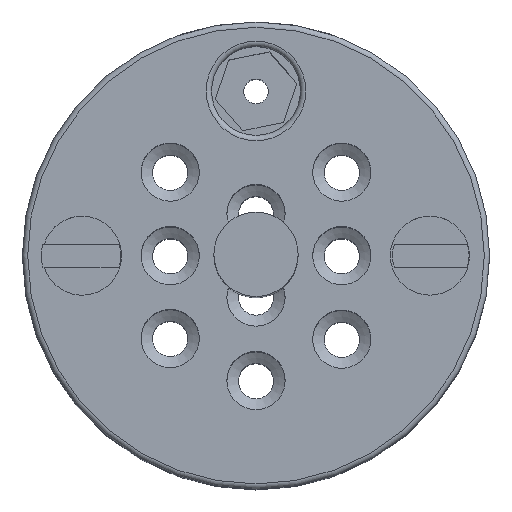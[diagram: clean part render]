
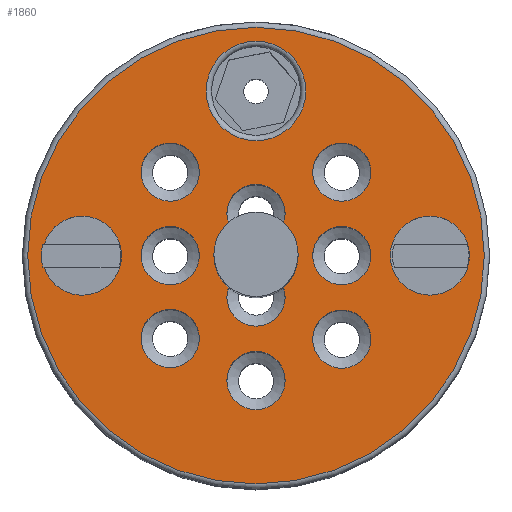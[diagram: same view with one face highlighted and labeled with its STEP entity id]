
A CAD part, top view. The second image highlights one B-rep face of the part: STEP entity #1860.
In plain terms, the highlighted planar face has unit normal (0, 0, 1).
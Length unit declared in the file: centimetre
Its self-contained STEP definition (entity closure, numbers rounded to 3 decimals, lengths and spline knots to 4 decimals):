
#146=PLANE('',#3084);
#221=VECTOR('',#2218,1.);
#226=VECTOR('',#2224,1.);
#335=LINE('',#2712,#221);
#340=LINE('',#2722,#226);
#402=VERTEX_POINT('',#2453);
#404=VERTEX_POINT('',#2456);
#407=VERTEX_POINT('',#2462);
#408=VERTEX_POINT('',#2464);
#462=VERTEX_POINT('',#2612);
#465=VERTEX_POINT('',#2620);
#468=VERTEX_POINT('',#2628);
#471=VERTEX_POINT('',#2636);
#474=VERTEX_POINT('',#2644);
#477=VERTEX_POINT('',#2652);
#480=VERTEX_POINT('',#2660);
#494=VERTEX_POINT('',#2704);
#495=VERTEX_POINT('',#2705);
#498=VERTEX_POINT('',#2713);
#502=VERTEX_POINT('',#2723);
#506=VERTEX_POINT('',#2737);
#507=VERTEX_POINT('',#2740);
#508=VERTEX_POINT('',#2742);
#575=CIRCLE('',#2963,0.1397);
#577=CIRCLE('',#2965,0.1397);
#580=CIRCLE('',#2971,0.0965);
#611=CIRCLE('',#3024,0.0965);
#614=CIRCLE('',#3029,0.0965);
#617=CIRCLE('',#3034,0.0965);
#620=CIRCLE('',#3039,0.0965);
#623=CIRCLE('',#3044,0.0965);
#626=CIRCLE('',#3049,0.0965);
#629=CIRCLE('',#3054,0.0965);
#634=CIRCLE('',#3063,0.0965);
#640=CIRCLE('',#3076,0.132);
#644=CIRCLE('',#3085,0.131);
#645=CIRCLE('',#3086,0.131);
#646=CIRCLE('',#3087,0.1651);
#647=CIRCLE('',#3088,0.7569);
#688=EDGE_CURVE('',#404,#402,#575,.T.);
#692=EDGE_CURVE('',#408,#407,#577,.T.);
#697=EDGE_CURVE('',#402,#408,#580,.T.);
#762=EDGE_CURVE('',#462,#462,#611,.T.);
#765=EDGE_CURVE('',#465,#465,#614,.T.);
#768=EDGE_CURVE('',#468,#468,#617,.T.);
#771=EDGE_CURVE('',#471,#471,#620,.T.);
#774=EDGE_CURVE('',#474,#474,#623,.T.);
#777=EDGE_CURVE('',#477,#477,#626,.T.);
#780=EDGE_CURVE('',#480,#480,#629,.T.);
#785=EDGE_CURVE('',#407,#404,#634,.T.);
#799=EDGE_CURVE('',#494,#495,#640,.T.);
#803=EDGE_CURVE('',#495,#498,#335,.T.);
#808=EDGE_CURVE('',#502,#494,#340,.T.);
#815=EDGE_CURVE('',#506,#506,#644,.T.);
#816=EDGE_CURVE('',#498,#502,#645,.T.);
#817=EDGE_CURVE('',#507,#507,#646,.T.);
#818=EDGE_CURVE('',#508,#508,#647,.T.);
#1137=ORIENTED_EDGE('',*,*,#688,.T.);
#1138=ORIENTED_EDGE('',*,*,#697,.T.);
#1139=ORIENTED_EDGE('',*,*,#692,.T.);
#1140=ORIENTED_EDGE('',*,*,#785,.T.);
#1141=ORIENTED_EDGE('',*,*,#762,.T.);
#1142=ORIENTED_EDGE('',*,*,#765,.T.);
#1143=ORIENTED_EDGE('',*,*,#768,.T.);
#1144=ORIENTED_EDGE('',*,*,#771,.T.);
#1145=ORIENTED_EDGE('',*,*,#774,.T.);
#1146=ORIENTED_EDGE('',*,*,#777,.T.);
#1147=ORIENTED_EDGE('',*,*,#780,.T.);
#1148=ORIENTED_EDGE('',*,*,#815,.T.);
#1149=ORIENTED_EDGE('',*,*,#808,.T.);
#1150=ORIENTED_EDGE('',*,*,#799,.T.);
#1151=ORIENTED_EDGE('',*,*,#803,.T.);
#1152=ORIENTED_EDGE('',*,*,#816,.T.);
#1153=ORIENTED_EDGE('',*,*,#817,.F.);
#1154=ORIENTED_EDGE('',*,*,#818,.F.);
#1491=EDGE_LOOP('',(#1137,#1138,#1139,#1140));
#1492=EDGE_LOOP('',(#1141));
#1493=EDGE_LOOP('',(#1142));
#1494=EDGE_LOOP('',(#1143));
#1495=EDGE_LOOP('',(#1144));
#1496=EDGE_LOOP('',(#1145));
#1497=EDGE_LOOP('',(#1146));
#1498=EDGE_LOOP('',(#1147));
#1499=EDGE_LOOP('',(#1148));
#1500=EDGE_LOOP('',(#1149,#1150,#1151,#1152));
#1501=EDGE_LOOP('',(#1153));
#1502=EDGE_LOOP('',(#1154));
#1703=FACE_BOUND('',#1491,.T.);
#1704=FACE_BOUND('',#1492,.T.);
#1705=FACE_BOUND('',#1493,.T.);
#1706=FACE_BOUND('',#1494,.T.);
#1707=FACE_BOUND('',#1495,.T.);
#1708=FACE_BOUND('',#1496,.T.);
#1709=FACE_BOUND('',#1497,.T.);
#1710=FACE_BOUND('',#1498,.T.);
#1711=FACE_BOUND('',#1499,.T.);
#1712=FACE_BOUND('',#1500,.T.);
#1713=FACE_BOUND('',#1501,.T.);
#1714=FACE_BOUND('',#1502,.T.);
#1860=ADVANCED_FACE('',(#1703,#1704,#1705,#1706,#1707,#1708,#1709,#1710,
#1711,#1712,#1713,#1714),#146,.T.);
#1958=DIRECTION('',(0.,0.,-1.));
#1959=DIRECTION('',(0.14,0.,0.));
#1964=DIRECTION('',(0.,0.,-1.));
#1965=DIRECTION('',(0.14,0.,0.));
#1975=DIRECTION('',(0.,0.,-1.));
#1976=DIRECTION('',(0.,0.097,0.));
#2102=DIRECTION('',(0.,0.,-1.));
#2103=DIRECTION('',(0.,0.097,0.));
#2112=DIRECTION('',(0.,0.,-1.));
#2113=DIRECTION('',(0.,0.097,0.));
#2122=DIRECTION('',(0.,0.,-1.));
#2123=DIRECTION('',(0.,0.097,0.));
#2132=DIRECTION('',(0.,0.,-1.));
#2133=DIRECTION('',(0.,0.097,0.));
#2142=DIRECTION('',(0.,0.,-1.));
#2143=DIRECTION('',(0.,0.097,0.));
#2152=DIRECTION('',(0.,0.,-1.));
#2153=DIRECTION('',(0.,0.097,0.));
#2162=DIRECTION('',(0.,0.,-1.));
#2163=DIRECTION('',(0.,0.097,0.));
#2180=DIRECTION('',(0.,0.,-1.));
#2181=DIRECTION('',(0.,0.097,0.));
#2211=DIRECTION('',(0.,0.,-1.));
#2212=DIRECTION('',(0.132,0.,0.));
#2218=DIRECTION('',(1.,0.,0.));
#2224=DIRECTION('',(-1.,0.,0.));
#2236=DIRECTION('',(0.,0.,1.));
#2237=DIRECTION('',(0.,0.,-1.));
#2238=DIRECTION('',(0.131,0.,0.));
#2239=DIRECTION('',(0.,0.,-1.));
#2240=DIRECTION('',(0.131,0.,0.));
#2241=DIRECTION('',(0.,0.,1.));
#2242=DIRECTION('',(-0.165,0.,0.));
#2243=DIRECTION('',(0.,0.,-1.));
#2244=DIRECTION('',(-0.757,0.,0.));
#2453=CARTESIAN_POINT('',(0.0913,-0.1058,0.));
#2455=CARTESIAN_POINT('',(0.,0.,0.));
#2456=CARTESIAN_POINT('',(0.0906,0.1064,0.));
#2462=CARTESIAN_POINT('',(-0.0906,0.1064,0.));
#2463=CARTESIAN_POINT('',(0.,0.,0.));
#2464=CARTESIAN_POINT('',(-0.0913,-0.1058,0.));
#2472=CARTESIAN_POINT('',(0.,-0.1372,0.));
#2611=CARTESIAN_POINT('',(-0.2845,0.2769,0.));
#2612=CARTESIAN_POINT('',(-0.2845,0.3734,0.));
#2619=CARTESIAN_POINT('',(-0.2845,0.,0.));
#2620=CARTESIAN_POINT('',(-0.2845,0.0965,0.));
#2627=CARTESIAN_POINT('',(-0.2845,-0.2743,0.));
#2628=CARTESIAN_POINT('',(-0.2845,-0.1778,0.));
#2635=CARTESIAN_POINT('',(0.2845,0.2769,0.));
#2636=CARTESIAN_POINT('',(0.2845,0.3734,0.));
#2643=CARTESIAN_POINT('',(0.2845,0.,0.));
#2644=CARTESIAN_POINT('',(0.2845,0.0965,0.));
#2651=CARTESIAN_POINT('',(0.2845,-0.2769,0.));
#2652=CARTESIAN_POINT('',(0.2845,-0.1803,0.));
#2659=CARTESIAN_POINT('',(0.,-0.414,0.));
#2660=CARTESIAN_POINT('',(0.,-0.3175,0.));
#2673=CARTESIAN_POINT('',(0.,0.1397,0.));
#2703=CARTESIAN_POINT('',(-0.5799,0.,0.));
#2704=CARTESIAN_POINT('',(-0.7063,-0.0381,0.));
#2705=CARTESIAN_POINT('',(-0.7063,0.0381,0.));
#2712=CARTESIAN_POINT('',(-0.2899,0.0381,0.));
#2713=CARTESIAN_POINT('',(-0.702,0.0381,0.));
#2722=CARTESIAN_POINT('',(-0.2899,-0.0381,0.));
#2723=CARTESIAN_POINT('',(-0.702,-0.0381,0.));
#2735=CARTESIAN_POINT('',(0.,0.,0.));
#2736=CARTESIAN_POINT('',(0.5766,0.,0.));
#2737=CARTESIAN_POINT('',(0.7076,0.,0.));
#2738=CARTESIAN_POINT('',(-0.5766,0.,0.));
#2739=CARTESIAN_POINT('',(0.,0.5461,0.));
#2740=CARTESIAN_POINT('',(0.1651,0.5461,0.));
#2741=CARTESIAN_POINT('',(0.,0.,0.));
#2742=CARTESIAN_POINT('',(0.7569,0.,0.));
#2963=AXIS2_PLACEMENT_3D('',#2455,#1958,#1959);
#2965=AXIS2_PLACEMENT_3D('',#2463,#1964,#1965);
#2971=AXIS2_PLACEMENT_3D('',#2472,#1975,#1976);
#3024=AXIS2_PLACEMENT_3D('',#2611,#2102,#2103);
#3029=AXIS2_PLACEMENT_3D('',#2619,#2112,#2113);
#3034=AXIS2_PLACEMENT_3D('',#2627,#2122,#2123);
#3039=AXIS2_PLACEMENT_3D('',#2635,#2132,#2133);
#3044=AXIS2_PLACEMENT_3D('',#2643,#2142,#2143);
#3049=AXIS2_PLACEMENT_3D('',#2651,#2152,#2153);
#3054=AXIS2_PLACEMENT_3D('',#2659,#2162,#2163);
#3063=AXIS2_PLACEMENT_3D('',#2673,#2180,#2181);
#3076=AXIS2_PLACEMENT_3D('',#2703,#2211,#2212);
#3084=AXIS2_PLACEMENT_3D('',#2735,#2236,$);
#3085=AXIS2_PLACEMENT_3D('',#2736,#2237,#2238);
#3086=AXIS2_PLACEMENT_3D('',#2738,#2239,#2240);
#3087=AXIS2_PLACEMENT_3D('',#2739,#2241,#2242);
#3088=AXIS2_PLACEMENT_3D('',#2741,#2243,#2244);
